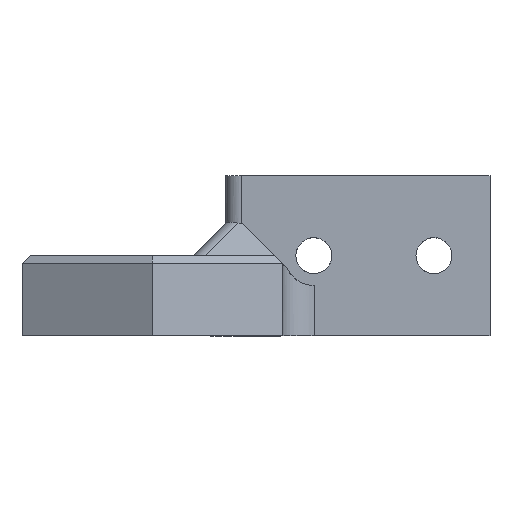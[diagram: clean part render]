
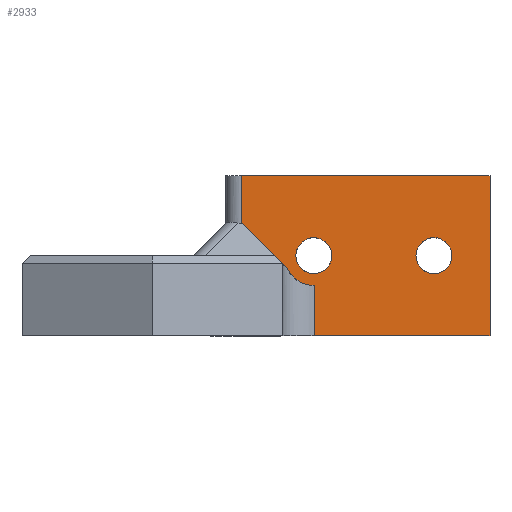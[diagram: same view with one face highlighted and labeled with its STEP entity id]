
A CAD part, top view. The second image highlights one B-rep face of the part: STEP entity #2933.
In plain terms, the highlighted planar face has unit normal (0, 0, 1).
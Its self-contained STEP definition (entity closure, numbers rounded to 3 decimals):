
#11 = DIRECTION ( 'NONE',  ( 1., 0., 0. ) ) ;
#45 = CARTESIAN_POINT ( 'NONE',  ( -2.95, 14., 5. ) ) ;
#59 = LINE ( 'NONE', #2241, #3076 ) ;
#74 = CARTESIAN_POINT ( 'NONE',  ( -3., 10., 5. ) ) ;
#84 = ORIENTED_EDGE ( 'NONE', *, *, #1558, .T. ) ;
#89 = LINE ( 'NONE', #394, #275 ) ;
#96 = EDGE_CURVE ( 'NONE', #3249, #1908, #896, .T. ) ;
#111 = ORIENTED_EDGE ( 'NONE', *, *, #3054, .F. ) ;
#184 = CARTESIAN_POINT ( 'NONE',  ( 28., 20., 5. ) ) ;
#207 = EDGE_CURVE ( 'NONE', #1917, #1831, #1981, .T. ) ;
#214 = CARTESIAN_POINT ( 'NONE',  ( 6.05, 6.3, 5. ) ) ;
#239 = LINE ( 'NONE', #2964, #2282 ) ;
#275 = VECTOR ( 'NONE', #927, 1000. ) ;
#283 = ORIENTED_EDGE ( 'NONE', *, *, #581, .T. ) ;
#310 = CARTESIAN_POINT ( 'NONE',  ( 2.677, 8.373, 5. ) ) ;
#353 = ORIENTED_EDGE ( 'NONE', *, *, #2581, .F. ) ;
#372 = DIRECTION ( 'NONE',  ( 1., 0., 0. ) ) ;
#394 = CARTESIAN_POINT ( 'NONE',  ( 2.05, 14., 5. ) ) ;
#494 = CARTESIAN_POINT ( 'NONE',  ( 6., 10., 5. ) ) ;
#581 = EDGE_CURVE ( 'NONE', #2843, #2235, #2310, .T. ) ;
#677 = DIRECTION ( 'NONE',  ( 0., 0., 1. ) ) ;
#695 = ORIENTED_EDGE ( 'NONE', *, *, #1019, .F. ) ;
#757 = DIRECTION ( 'NONE',  ( 0., 0., 1. ) ) ;
#786 = DIRECTION ( 'NONE',  ( 1., 0., 0. ) ) ;
#787 = VERTEX_POINT ( 'NONE', #3477 ) ;
#788 = AXIS2_PLACEMENT_3D ( 'NONE', #1056, #2147, #3300 ) ;
#795 = ORIENTED_EDGE ( 'NONE', *, *, #3228, .T. ) ;
#841 = CARTESIAN_POINT ( 'NONE',  ( -3., 20., 5. ) ) ;
#896 = CIRCLE ( 'NONE', #1077, 3.7 ) ;
#914 = CARTESIAN_POINT ( 'NONE',  ( 28., 10., 5. ) ) ;
#915 = DIRECTION ( 'NONE',  ( -1., 0., 0. ) ) ;
#927 = DIRECTION ( 'NONE',  ( 1., 0., 0. ) ) ;
#946 = DIRECTION ( 'NONE',  ( 0., -1., 0. ) ) ;
#1019 = EDGE_CURVE ( 'NONE', #1831, #1917, #3207, .T. ) ;
#1056 = CARTESIAN_POINT ( 'NONE',  ( 21., 10., 5. ) ) ;
#1077 = AXIS2_PLACEMENT_3D ( 'NONE', #3473, #757, #2864 ) ;
#1120 = ORIENTED_EDGE ( 'NONE', *, *, #1150, .F. ) ;
#1150 = EDGE_CURVE ( 'NONE', #3000, #2035, #1457, .T. ) ;
#1190 = PLANE ( 'NONE',  #3273 ) ;
#1251 = AXIS2_PLACEMENT_3D ( 'NONE', #2030, #677, #372 ) ;
#1310 = CARTESIAN_POINT ( 'NONE',  ( 8.25, 10., 5. ) ) ;
#1457 = LINE ( 'NONE', #914, #3268 ) ;
#1458 = FACE_OUTER_BOUND ( 'NONE', #1953, .T. ) ;
#1496 = DIRECTION ( 'NONE',  ( 1., 0., 0. ) ) ;
#1540 = CIRCLE ( 'NONE', #788, 2.25 ) ;
#1541 = AXIS2_PLACEMENT_3D ( 'NONE', #494, #2213, #11 ) ;
#1542 = CARTESIAN_POINT ( 'NONE',  ( 23.25, 10., 5. ) ) ;
#1558 = EDGE_CURVE ( 'NONE', #1908, #1771, #59, .T. ) ;
#1652 = VECTOR ( 'NONE', #2850, 1000. ) ;
#1671 = ORIENTED_EDGE ( 'NONE', *, *, #1761, .T. ) ;
#1701 = EDGE_CURVE ( 'NONE', #2235, #2940, #89, .T. ) ;
#1761 = EDGE_CURVE ( 'NONE', #2940, #3249, #2033, .T. ) ;
#1771 = VERTEX_POINT ( 'NONE', #3142 ) ;
#1831 = VERTEX_POINT ( 'NONE', #2956 ) ;
#1877 = AXIS2_PLACEMENT_3D ( 'NONE', #2279, #2885, #1496 ) ;
#1908 = VERTEX_POINT ( 'NONE', #214 ) ;
#1917 = VERTEX_POINT ( 'NONE', #1310 ) ;
#1946 = ORIENTED_EDGE ( 'NONE', *, *, #207, .F. ) ;
#1947 = CARTESIAN_POINT ( 'NONE',  ( 28., 0., 5. ) ) ;
#1953 = EDGE_LOOP ( 'NONE', ( #111, #283, #2482, #1671, #3361, #84, #795, #1120 ) ) ;
#1981 = CIRCLE ( 'NONE', #1541, 2.25 ) ;
#1995 = EDGE_LOOP ( 'NONE', ( #1946, #695 ) ) ;
#2030 = CARTESIAN_POINT ( 'NONE',  ( 21., 10., 5. ) ) ;
#2033 = LINE ( 'NONE', #2569, #2968 ) ;
#2035 = VERTEX_POINT ( 'NONE', #1947 ) ;
#2058 = LINE ( 'NONE', #184, #2744 ) ;
#2147 = DIRECTION ( 'NONE',  ( 0., 0., 1. ) ) ;
#2213 = DIRECTION ( 'NONE',  ( 0., 0., 1. ) ) ;
#2235 = VERTEX_POINT ( 'NONE', #3193 ) ;
#2237 = VERTEX_POINT ( 'NONE', #1542 ) ;
#2241 = CARTESIAN_POINT ( 'NONE',  ( 6.05, 0., 5. ) ) ;
#2279 = CARTESIAN_POINT ( 'NONE',  ( 6., 10., 5. ) ) ;
#2281 = FACE_BOUND ( 'NONE', #3555, .T. ) ;
#2282 = VECTOR ( 'NONE', #786, 1000. ) ;
#2310 = LINE ( 'NONE', #74, #1652 ) ;
#2482 = ORIENTED_EDGE ( 'NONE', *, *, #1701, .T. ) ;
#2504 = FACE_BOUND ( 'NONE', #1995, .T. ) ;
#2552 = DIRECTION ( 'NONE',  ( 0.707, -0.707, 0. ) ) ;
#2569 = CARTESIAN_POINT ( 'NONE',  ( 1.55, 9.5, 5. ) ) ;
#2581 = EDGE_CURVE ( 'NONE', #787, #2237, #2739, .T. ) ;
#2662 = ORIENTED_EDGE ( 'NONE', *, *, #3319, .F. ) ;
#2739 = CIRCLE ( 'NONE', #1251, 2.25 ) ;
#2744 = VECTOR ( 'NONE', #2906, 1000. ) ;
#2804 = CARTESIAN_POINT ( 'NONE',  ( 2.05, 10., 5. ) ) ;
#2843 = VERTEX_POINT ( 'NONE', #841 ) ;
#2850 = DIRECTION ( 'NONE',  ( 0., -1., 0. ) ) ;
#2864 = DIRECTION ( 'NONE',  ( 1., 0., 0. ) ) ;
#2885 = DIRECTION ( 'NONE',  ( 0., 0., 1. ) ) ;
#2906 = DIRECTION ( 'NONE',  ( 1., 0., 0. ) ) ;
#2933 = ADVANCED_FACE ( 'NONE', ( #1458, #2281, #2504 ), #1190, .F. ) ;
#2940 = VERTEX_POINT ( 'NONE', #45 ) ;
#2956 = CARTESIAN_POINT ( 'NONE',  ( 3.75, 10., 5. ) ) ;
#2964 = CARTESIAN_POINT ( 'NONE',  ( 2.05, 0., 5. ) ) ;
#2968 = VECTOR ( 'NONE', #2552, 1000. ) ;
#3000 = VERTEX_POINT ( 'NONE', #3428 ) ;
#3054 = EDGE_CURVE ( 'NONE', #2843, #3000, #2058, .T. ) ;
#3076 = VECTOR ( 'NONE', #3351, 1000. ) ;
#3142 = CARTESIAN_POINT ( 'NONE',  ( 6.05, 0., 5. ) ) ;
#3193 = CARTESIAN_POINT ( 'NONE',  ( -3., 14., 5. ) ) ;
#3207 = CIRCLE ( 'NONE', #1877, 2.25 ) ;
#3228 = EDGE_CURVE ( 'NONE', #1771, #2035, #239, .T. ) ;
#3249 = VERTEX_POINT ( 'NONE', #310 ) ;
#3268 = VECTOR ( 'NONE', #946, 1000. ) ;
#3273 = AXIS2_PLACEMENT_3D ( 'NONE', #2804, #3393, #915 ) ;
#3300 = DIRECTION ( 'NONE',  ( 1., 0., 0. ) ) ;
#3319 = EDGE_CURVE ( 'NONE', #2237, #787, #1540, .T. ) ;
#3351 = DIRECTION ( 'NONE',  ( 0., -1., 0. ) ) ;
#3361 = ORIENTED_EDGE ( 'NONE', *, *, #96, .T. ) ;
#3393 = DIRECTION ( 'NONE',  ( 0., 0., -1. ) ) ;
#3428 = CARTESIAN_POINT ( 'NONE',  ( 28., 20., 5. ) ) ;
#3473 = CARTESIAN_POINT ( 'NONE',  ( 6., 10., 5. ) ) ;
#3477 = CARTESIAN_POINT ( 'NONE',  ( 18.75, 10., 5. ) ) ;
#3555 = EDGE_LOOP ( 'NONE', ( #2662, #353 ) ) ;
